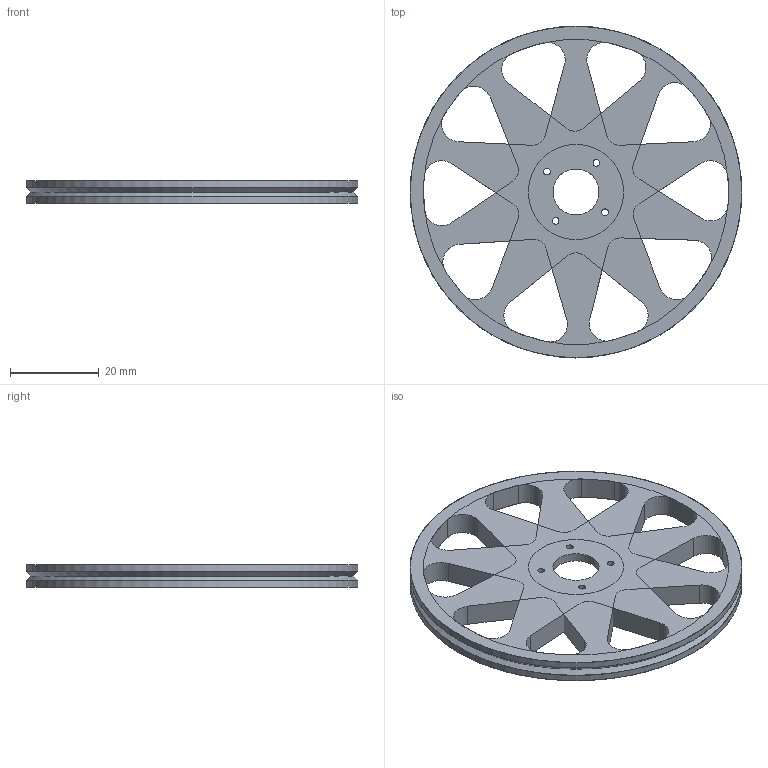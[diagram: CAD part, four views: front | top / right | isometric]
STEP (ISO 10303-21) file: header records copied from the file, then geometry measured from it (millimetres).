
FILE_DESCRIPTION(/* description */ (''),/* implementation_level */ '2;1');
FILE_NAME(/* name */ 'wheel_10_star.step',/* time_stamp */ '2021-09-23T12:55:40+02:00',/* author */ (''),/* organization */ (''),/* preprocessor_version */ 'ST-DEVELOPER v18.1',/* originating_system */ 'Autodesk Translation Framework v9.2.0.1227',/* authorisation */ '');
FILE_SCHEMA (('AUTOMOTIVE_DESIGN { 1 0 10303 214 3 1 1 }'));
Length unit declared in the file: millimetre
Products named in the file (2): wheel_10_star; wheel_star
Assembly tree (1 placements, depth 2):
  wheel_10_star
    wheel_star
Bounding box: 75 x 75 x 5 mm (x, y, z)
Volume: 18478.3 mm3; surface area: 15388 mm2
Topology: 2 solids, 2 shells, 80 faces, 232 edges, 157 vertices
Faces by surface type: cylinder 51, plane 25, cone 4
Full cylindrical faces by diameter (mm): 1.5 x4, 10.4 x1, 21.5 x2, 75 x4
Entity records: 2827 total; most frequent: DIRECTION 515, CARTESIAN_POINT 472, ORIENTED_EDGE 464, EDGE_CURVE 232, AXIS2_PLACEMENT_3D 200, VERTEX_POINT 157, CIRCLE 117, LINE 115
